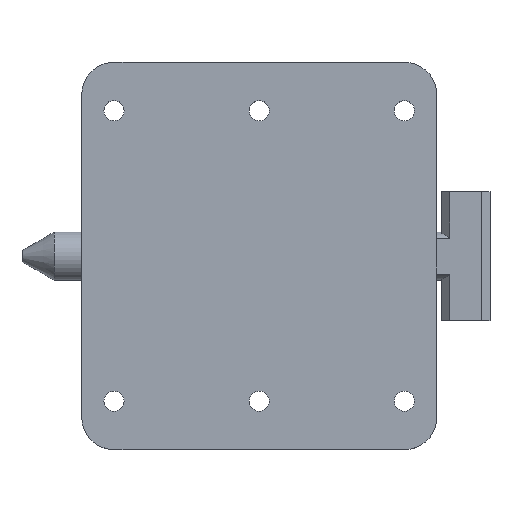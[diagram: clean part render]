
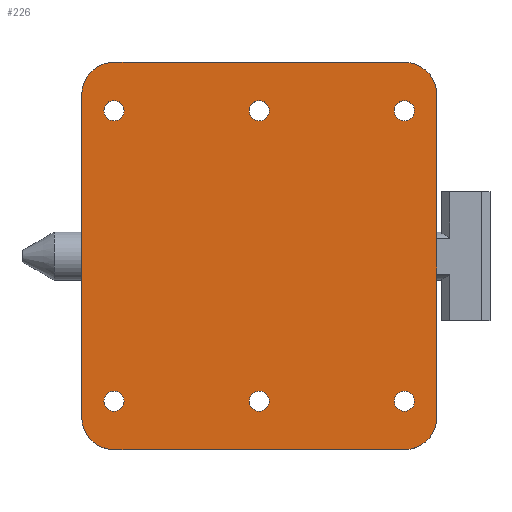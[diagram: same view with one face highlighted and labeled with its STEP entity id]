
A CAD part, top view. The second image highlights one B-rep face of the part: STEP entity #226.
In plain terms, the highlighted planar face has unit normal (0, 0, 1).
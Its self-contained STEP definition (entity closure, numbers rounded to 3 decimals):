
#133=CIRCLE('',#1218,0.625);
#134=CIRCLE('',#1219,0.625);
#135=CIRCLE('',#1220,0.625);
#136=CIRCLE('',#1221,0.625);
#137=CIRCLE('',#1222,0.625);
#138=CIRCLE('',#1223,0.625);
#139=CIRCLE('',#1224,2.);
#140=CIRCLE('',#1225,2.);
#141=CIRCLE('',#1226,2.);
#142=CIRCLE('',#1227,2.);
#226=ADVANCED_FACE('',(#326,#327,#328,#329,#330,#331,#332),#289,.T.);
#289=PLANE('',#1228);
#326=FACE_BOUND('',#411,.T.);
#327=FACE_BOUND('',#412,.T.);
#328=FACE_BOUND('',#413,.T.);
#329=FACE_BOUND('',#414,.T.);
#330=FACE_BOUND('',#415,.T.);
#331=FACE_BOUND('',#416,.T.);
#332=FACE_BOUND('',#417,.T.);
#411=EDGE_LOOP('',(#596));
#412=EDGE_LOOP('',(#597));
#413=EDGE_LOOP('',(#598));
#414=EDGE_LOOP('',(#599));
#415=EDGE_LOOP('',(#600));
#416=EDGE_LOOP('',(#601));
#417=EDGE_LOOP('',(#602,#603,#604,#605,#606,#607,#608,#609));
#596=ORIENTED_EDGE('',*,*,#923,.T.);
#597=ORIENTED_EDGE('',*,*,#924,.T.);
#598=ORIENTED_EDGE('',*,*,#925,.T.);
#599=ORIENTED_EDGE('',*,*,#926,.T.);
#600=ORIENTED_EDGE('',*,*,#927,.T.);
#601=ORIENTED_EDGE('',*,*,#928,.T.);
#602=ORIENTED_EDGE('',*,*,#915,.T.);
#603=ORIENTED_EDGE('',*,*,#929,.T.);
#604=ORIENTED_EDGE('',*,*,#917,.T.);
#605=ORIENTED_EDGE('',*,*,#930,.T.);
#606=ORIENTED_EDGE('',*,*,#920,.T.);
#607=ORIENTED_EDGE('',*,*,#931,.T.);
#608=ORIENTED_EDGE('',*,*,#912,.T.);
#609=ORIENTED_EDGE('',*,*,#932,.T.);
#797=VERTEX_POINT('',#1741);
#798=VERTEX_POINT('',#1743);
#799=VERTEX_POINT('',#1747);
#800=VERTEX_POINT('',#1749);
#801=VERTEX_POINT('',#1753);
#802=VERTEX_POINT('',#1754);
#803=VERTEX_POINT('',#1759);
#804=VERTEX_POINT('',#1760);
#805=VERTEX_POINT('',#1765);
#806=VERTEX_POINT('',#1767);
#807=VERTEX_POINT('',#1769);
#808=VERTEX_POINT('',#1771);
#809=VERTEX_POINT('',#1773);
#810=VERTEX_POINT('',#1775);
#912=EDGE_CURVE('',#798,#797,#1033,.T.);
#915=EDGE_CURVE('',#800,#799,#1036,.T.);
#917=EDGE_CURVE('',#801,#802,#1038,.T.);
#920=EDGE_CURVE('',#803,#804,#1041,.T.);
#923=EDGE_CURVE('',#805,#805,#133,.T.);
#924=EDGE_CURVE('',#806,#806,#134,.T.);
#925=EDGE_CURVE('',#807,#807,#135,.T.);
#926=EDGE_CURVE('',#808,#808,#136,.T.);
#927=EDGE_CURVE('',#809,#809,#137,.T.);
#928=EDGE_CURVE('',#810,#810,#138,.T.);
#929=EDGE_CURVE('',#799,#801,#139,.T.);
#930=EDGE_CURVE('',#802,#803,#140,.T.);
#931=EDGE_CURVE('',#804,#798,#141,.T.);
#932=EDGE_CURVE('',#797,#800,#142,.T.);
#1033=LINE('',#1742,#1120);
#1036=LINE('',#1748,#1123);
#1038=LINE('',#1752,#1125);
#1041=LINE('',#1758,#1128);
#1120=VECTOR('',#1408,1.);
#1123=VECTOR('',#1413,1.);
#1125=VECTOR('',#1417,1.);
#1128=VECTOR('',#1422,1.);
#1218=AXIS2_PLACEMENT_3D('',#1764,#1427,#1428);
#1219=AXIS2_PLACEMENT_3D('',#1766,#1429,#1430);
#1220=AXIS2_PLACEMENT_3D('',#1768,#1431,#1432);
#1221=AXIS2_PLACEMENT_3D('',#1770,#1433,#1434);
#1222=AXIS2_PLACEMENT_3D('',#1772,#1435,#1436);
#1223=AXIS2_PLACEMENT_3D('',#1774,#1437,#1438);
#1224=AXIS2_PLACEMENT_3D('',#1776,#1439,#1440);
#1225=AXIS2_PLACEMENT_3D('',#1777,#1441,#1442);
#1226=AXIS2_PLACEMENT_3D('',#1778,#1443,#1444);
#1227=AXIS2_PLACEMENT_3D('',#1779,#1445,#1446);
#1228=AXIS2_PLACEMENT_3D('',#1780,#1447,#1448);
#1408=DIRECTION('',(0.,-1.,0.));
#1413=DIRECTION('',(1.,0.,0.));
#1417=DIRECTION('',(0.,1.,0.));
#1422=DIRECTION('',(-1.,0.,0.));
#1427=DIRECTION('',(0.,0.,-1.));
#1428=DIRECTION('',(-1.,0.,0.));
#1429=DIRECTION('',(0.,0.,-1.));
#1430=DIRECTION('',(-1.,0.,0.));
#1431=DIRECTION('',(0.,0.,-1.));
#1432=DIRECTION('',(-1.,0.,0.));
#1433=DIRECTION('',(0.,0.,-1.));
#1434=DIRECTION('',(-1.,0.,0.));
#1435=DIRECTION('',(0.,0.,-1.));
#1436=DIRECTION('',(-1.,0.,0.));
#1437=DIRECTION('',(0.,0.,-1.));
#1438=DIRECTION('',(-1.,0.,0.));
#1439=DIRECTION('',(0.,0.,1.));
#1440=DIRECTION('',(1.,0.,0.));
#1441=DIRECTION('',(0.,0.,1.));
#1442=DIRECTION('',(1.,0.,0.));
#1443=DIRECTION('',(0.,0.,1.));
#1444=DIRECTION('',(1.,0.,0.));
#1445=DIRECTION('',(0.,0.,1.));
#1446=DIRECTION('',(1.,0.,0.));
#1447=DIRECTION('',(0.,0.,1.));
#1448=DIRECTION('',(-1.,0.,0.));
#1741=CARTESIAN_POINT('',(-12.,-13.5,6.5));
#1742=CARTESIAN_POINT('',(-12.,6.5,6.5));
#1743=CARTESIAN_POINT('',(-12.,4.5,6.5));
#1747=CARTESIAN_POINT('',(10.,-15.5,6.5));
#1748=CARTESIAN_POINT('',(-12.,-15.5,6.5));
#1749=CARTESIAN_POINT('',(-10.,-15.5,6.5));
#1752=CARTESIAN_POINT('',(12.,-15.5,6.5));
#1753=CARTESIAN_POINT('',(12.,-13.5,6.5));
#1754=CARTESIAN_POINT('',(12.,4.5,6.5));
#1758=CARTESIAN_POINT('',(12.,6.5,6.5));
#1759=CARTESIAN_POINT('',(10.,6.5,6.5));
#1760=CARTESIAN_POINT('',(-10.,6.5,6.5));
#1764=CARTESIAN_POINT('',(9.,-4.5,6.5));
#1765=CARTESIAN_POINT('',(8.375,-4.5,6.5));
#1766=CARTESIAN_POINT('',(-9.,4.5,6.5));
#1767=CARTESIAN_POINT('',(-9.625,4.5,6.5));
#1768=CARTESIAN_POINT('',(-9.,-4.5,6.5));
#1769=CARTESIAN_POINT('',(-9.625,-4.5,6.5));
#1770=CARTESIAN_POINT('',(-9.,-13.5,6.5));
#1771=CARTESIAN_POINT('',(-9.625,-13.5,6.5));
#1772=CARTESIAN_POINT('',(9.,4.5,6.5));
#1773=CARTESIAN_POINT('',(8.375,4.5,6.5));
#1774=CARTESIAN_POINT('',(9.,-13.5,6.5));
#1775=CARTESIAN_POINT('',(8.375,-13.5,6.5));
#1776=CARTESIAN_POINT('',(10.,-13.5,6.5));
#1777=CARTESIAN_POINT('',(10.,4.5,6.5));
#1778=CARTESIAN_POINT('',(-10.,4.5,6.5));
#1779=CARTESIAN_POINT('',(-10.,-13.5,6.5));
#1780=CARTESIAN_POINT('',(0.,0.,6.5));
